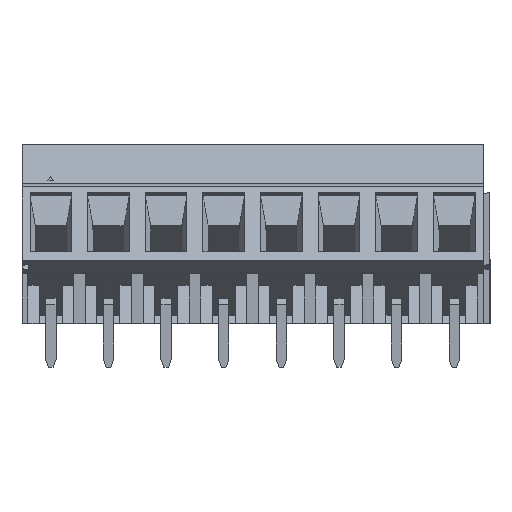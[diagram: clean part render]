
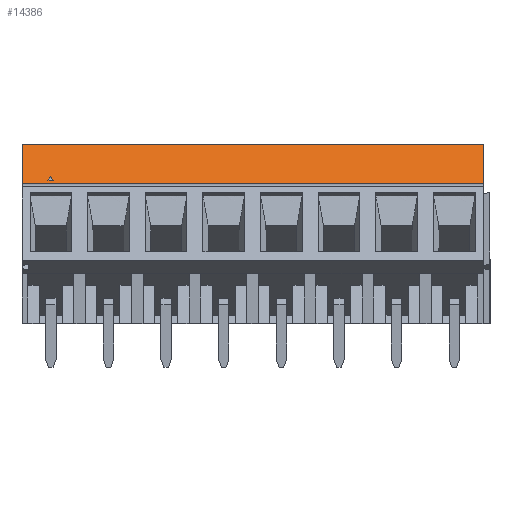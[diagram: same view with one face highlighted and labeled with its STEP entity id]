
A CAD part, top view. The second image highlights one B-rep face of the part: STEP entity #14386.
In plain terms, the highlighted planar face has unit normal (0, 0.73, 0.684).
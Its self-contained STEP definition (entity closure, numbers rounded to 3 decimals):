
#172 = CARTESIAN_POINT ( 'NONE',  ( 40., 15.5, 4.096 ) ) ;
#800 = VERTEX_POINT ( 'NONE', #11334 ) ;
#835 = VECTOR ( 'NONE', #27549, 1000. ) ;
#1863 = EDGE_LOOP ( 'NONE', ( #9925, #16242, #37248 ) ) ;
#2304 = EDGE_CURVE ( 'NONE', #4788, #38084, #8168, .T. ) ;
#3354 = ORIENTED_EDGE ( 'NONE', *, *, #12226, .T. ) ;
#3801 = VECTOR ( 'NONE', #19457, 1000. ) ;
#3965 = VERTEX_POINT ( 'NONE', #5512 ) ;
#4607 = EDGE_CURVE ( 'NONE', #800, #3965, #23845, .T. ) ;
#4788 = VERTEX_POINT ( 'NONE', #26550 ) ;
#5512 = CARTESIAN_POINT ( 'NONE',  ( 2.75, 12.405, 7.398 ) ) ;
#5961 = DIRECTION ( 'NONE',  ( 0., 0.684, -0.73 ) ) ;
#7196 = EDGE_CURVE ( 'NONE', #12928, #38084, #29564, .T. ) ;
#7687 = EDGE_LOOP ( 'NONE', ( #23065, #27255, #3354, #24950 ) ) ;
#8123 = VECTOR ( 'NONE', #33806, 1000. ) ;
#8168 = LINE ( 'NONE', #20933, #16280 ) ;
#9071 = FACE_OUTER_BOUND ( 'NONE', #7687, .T. ) ;
#9925 = ORIENTED_EDGE ( 'NONE', *, *, #4607, .F. ) ;
#10927 = CARTESIAN_POINT ( 'NONE',  ( 2.75, 12.405, 7.398 ) ) ;
#11334 = CARTESIAN_POINT ( 'NONE',  ( 2.25, 12.405, 7.398 ) ) ;
#12226 = EDGE_CURVE ( 'NONE', #33235, #4788, #39845, .T. ) ;
#12928 = VERTEX_POINT ( 'NONE', #37466 ) ;
#14329 = CARTESIAN_POINT ( 'NONE',  ( 2.5, 12.747, 7.033 ) ) ;
#14386 = ADVANCED_FACE ( 'NONE', ( #38582, #9071 ), #28997, .T. ) ;
#16242 = ORIENTED_EDGE ( 'NONE', *, *, #30525, .F. ) ;
#16280 = VECTOR ( 'NONE', #41306, 1000. ) ;
#16404 = CARTESIAN_POINT ( 'NONE',  ( 2.5, 12.747, 7.033 ) ) ;
#18304 = EDGE_CURVE ( 'NONE', #3965, #30982, #40608, .T. ) ;
#18454 = DIRECTION ( 'NONE',  ( 0., 0.73, 0.684 ) ) ;
#19066 = CARTESIAN_POINT ( 'NONE',  ( 40., 15.5, 4.096 ) ) ;
#19385 = CARTESIAN_POINT ( 'NONE',  ( 40., 11.927, 7.909 ) ) ;
#19425 = VECTOR ( 'NONE', #5961, 1000. ) ;
#19457 = DIRECTION ( 'NONE',  ( -1., 0., 0. ) ) ;
#20933 = CARTESIAN_POINT ( 'NONE',  ( 40., 15.5, 4.096 ) ) ;
#22651 = CARTESIAN_POINT ( 'NONE',  ( 0., 15.5, 4.096 ) ) ;
#23065 = ORIENTED_EDGE ( 'NONE', *, *, #7196, .F. ) ;
#23456 = VECTOR ( 'NONE', #33113, 1000. ) ;
#23845 = LINE ( 'NONE', #37073, #8123 ) ;
#24950 = ORIENTED_EDGE ( 'NONE', *, *, #2304, .T. ) ;
#26550 = CARTESIAN_POINT ( 'NONE',  ( 40., 15.5, 4.096 ) ) ;
#27255 = ORIENTED_EDGE ( 'NONE', *, *, #28445, .F. ) ;
#27549 = DIRECTION ( 'NONE',  ( -0.447, -0.612, 0.653 ) ) ;
#28445 = EDGE_CURVE ( 'NONE', #33235, #12928, #35945, .T. ) ;
#28997 = PLANE ( 'NONE',  #31674 ) ;
#29564 = LINE ( 'NONE', #22651, #19425 ) ;
#30525 = EDGE_CURVE ( 'NONE', #30982, #800, #34038, .T. ) ;
#30722 = VECTOR ( 'NONE', #37611, 1000. ) ;
#30982 = VERTEX_POINT ( 'NONE', #16404 ) ;
#31674 = AXIS2_PLACEMENT_3D ( 'NONE', #19066, #18454, #35129 ) ;
#33113 = DIRECTION ( 'NONE',  ( 0., 0.684, -0.73 ) ) ;
#33235 = VERTEX_POINT ( 'NONE', #19385 ) ;
#33806 = DIRECTION ( 'NONE',  ( 1., 0., 0. ) ) ;
#34038 = LINE ( 'NONE', #14329, #835 ) ;
#35129 = DIRECTION ( 'NONE',  ( 0., -0.684, 0.73 ) ) ;
#35945 = LINE ( 'NONE', #39807, #3801 ) ;
#37073 = CARTESIAN_POINT ( 'NONE',  ( 2.25, 12.405, 7.398 ) ) ;
#37248 = ORIENTED_EDGE ( 'NONE', *, *, #18304, .F. ) ;
#37453 = CARTESIAN_POINT ( 'NONE',  ( 0., 15.5, 4.096 ) ) ;
#37466 = CARTESIAN_POINT ( 'NONE',  ( 0., 11.927, 7.909 ) ) ;
#37611 = DIRECTION ( 'NONE',  ( -0.447, 0.612, -0.653 ) ) ;
#38084 = VERTEX_POINT ( 'NONE', #37453 ) ;
#38582 = FACE_BOUND ( 'NONE', #1863, .T. ) ;
#39807 = CARTESIAN_POINT ( 'NONE',  ( 40., 11.927, 7.909 ) ) ;
#39845 = LINE ( 'NONE', #172, #23456 ) ;
#40608 = LINE ( 'NONE', #10927, #30722 ) ;
#41306 = DIRECTION ( 'NONE',  ( -1., 0., 0. ) ) ;
